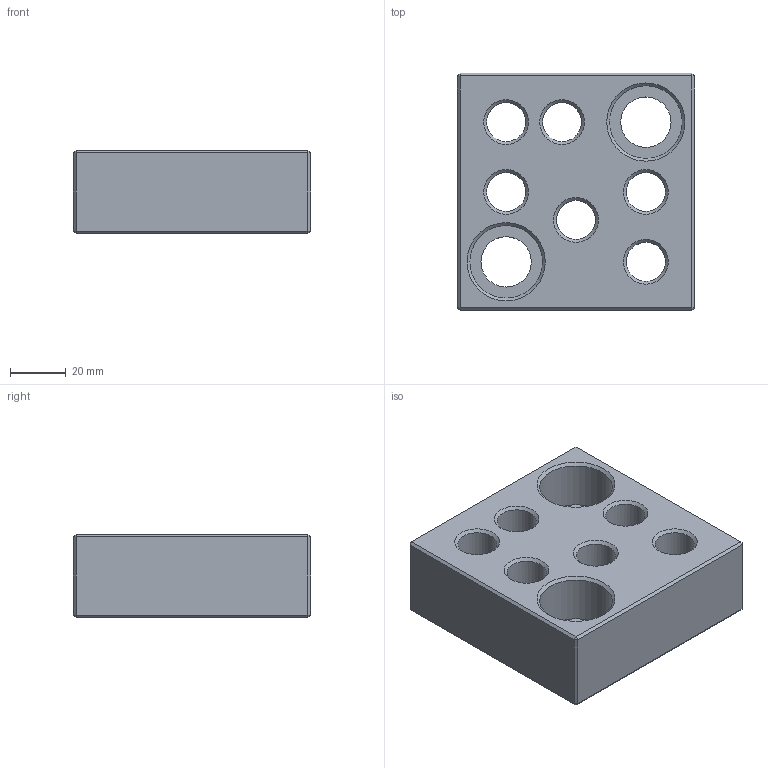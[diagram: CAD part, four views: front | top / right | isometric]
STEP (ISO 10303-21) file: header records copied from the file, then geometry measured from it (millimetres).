
FILE_DESCRIPTION( ( 'Unknown' ), '1' );
FILE_NAME( 'SU05-1630.stp', 'Unknown', ( 'Unknown' ), ( 'Unknown' ), 'XStep 1.0', 'Unknown', ' ' );
FILE_SCHEMA( ( 'CONFIG_CONTROL_DESIGN' ) );
Length unit declared in the file: millimetre
Products named in the file (1): 1
Bounding box: 85 x 85 x 30 mm (x, y, z)
Volume: 163006.9 mm3; surface area: 33077.4 mm2
Topology: 1 solids, 1 shells, 54 faces, 112 edges, 62 vertices
Faces by surface type: plane 28, cone 16, cylinder 10
Full cylindrical faces by diameter (mm): 14 x6, 18 x2, 26 x2
Entity records: 1316 total; most frequent: DIRECTION 230, CARTESIAN_POINT 199, ORIENTED_EDGE 168, EDGE_LOOP 98, AXIS2_PLACEMENT_3D 91, EDGE_CURVE 84, FACE_OUTER_BOUND 64, VERTEX_POINT 60
